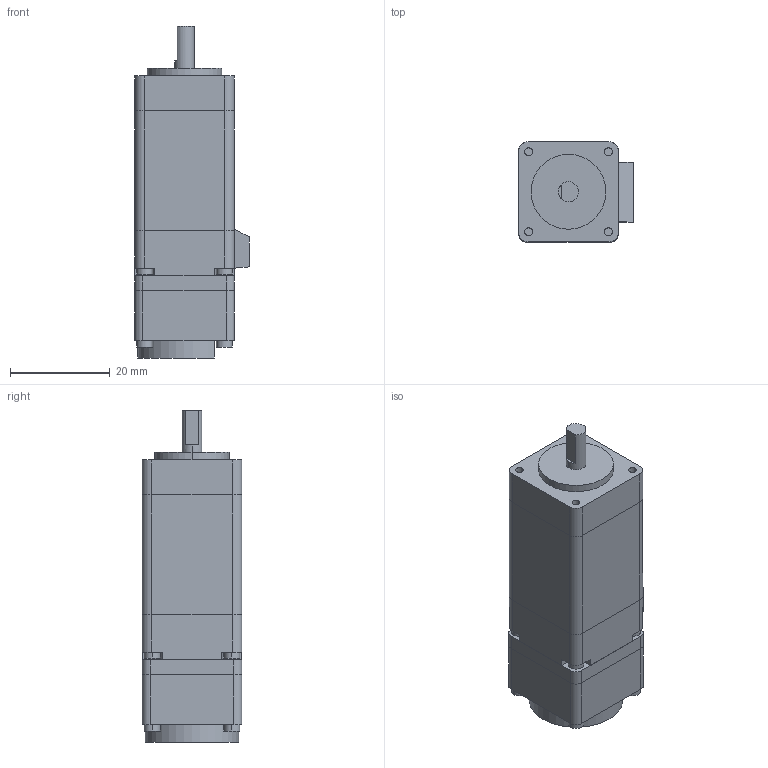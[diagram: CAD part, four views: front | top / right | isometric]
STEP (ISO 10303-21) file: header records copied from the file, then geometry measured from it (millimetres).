
FILE_DESCRIPTION (( 'STEP AP203' ), '1' );
FILE_NAME ('NMS08-E03T4A.step', '2023-05-17T23:23:04', ( '' ), ( '' ), 'SwSTEP 2.0', 'SolidWorks 2019', '' );
FILE_SCHEMA (( 'CONFIG_CONTROL_DESIGN' ));
Length unit declared in the file: millimetre
Products named in the file (2): NMS08_motor^NMS08_NMS08-E03; NMS08-E03T4A
Assembly tree (1 placements, depth 2):
  NMS08-E03T4A
    NMS08_motor^NMS08_NMS08-E03
Bounding box: 23 x 20 x 66.5 mm (x, y, z)
Volume: 22316.3 mm3; surface area: 8951.4 mm2
Topology: 6 solids, 6 shells, 120 faces, 294 edges, 196 vertices
Faces by surface type: plane 67, cylinder 53
Entity records: 3768 total; most frequent: DIRECTION 650, CARTESIAN_POINT 614, ORIENTED_EDGE 588, EDGE_CURVE 294, AXIS2_PLACEMENT_3D 232, VERTEX_POINT 196, LINE 186, VECTOR 186
